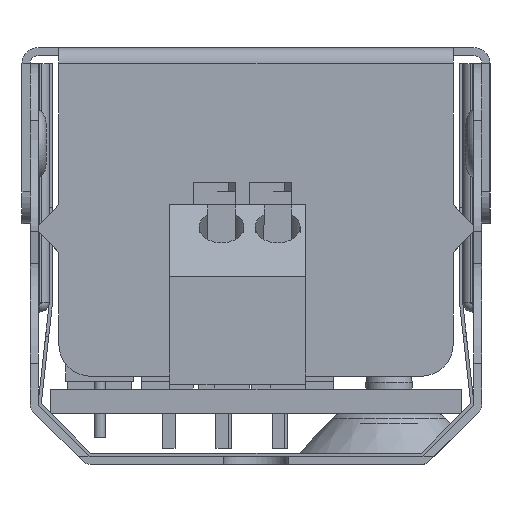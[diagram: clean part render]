
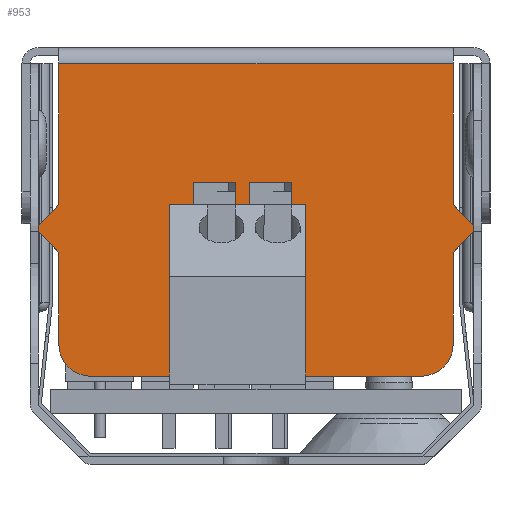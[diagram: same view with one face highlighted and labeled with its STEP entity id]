
A CAD part, left-side view. The second image highlights one B-rep face of the part: STEP entity #953.
In plain terms, the highlighted planar face has unit normal (-1, 0, 0).
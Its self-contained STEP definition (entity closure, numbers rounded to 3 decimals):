
#953=ADVANCED_FACE('',(#5006),#5008,.T.);
#5006=FACE_BOUND('',#5007,.T.);
#5007=EDGE_LOOP('',(#8672,#8673,#8674,#8675,#8676,#8677,#8678,#8679,#8680,#8681,
#8682,#8683,#8684,#8685));
#5008=PLANE('',#5009);
#5009=AXIS2_PLACEMENT_3D('',#5010,#5011,#5012);
#5010=CARTESIAN_POINT('',(-72.5,-12.3,5.5));
#5011=DIRECTION('',(-1.,0.,0.));
#5012=DIRECTION('',(0.,0.,1.));
#8672=ORIENTED_EDGE('',*,*,#10972,.F.);
#8673=ORIENTED_EDGE('',*,*,#10973,.F.);
#8674=ORIENTED_EDGE('',*,*,#10974,.F.);
#8675=ORIENTED_EDGE('',*,*,#10975,.T.);
#8676=ORIENTED_EDGE('',*,*,#10976,.T.);
#8677=ORIENTED_EDGE('',*,*,#10844,.T.);
#8678=ORIENTED_EDGE('',*,*,#10977,.T.);
#8679=ORIENTED_EDGE('',*,*,#10978,.T.);
#8680=ORIENTED_EDGE('',*,*,#10979,.T.);
#8681=ORIENTED_EDGE('',*,*,#10980,.F.);
#8682=ORIENTED_EDGE('',*,*,#10981,.T.);
#8683=ORIENTED_EDGE('',*,*,#10761,.T.);
#8684=ORIENTED_EDGE('',*,*,#10971,.T.);
#8685=ORIENTED_EDGE('',*,*,#10982,.F.);
#10761=EDGE_CURVE('',#12116,#12114,#12117,.T.);
#10844=EDGE_CURVE('',#12262,#12260,#12263,.T.);
#10971=EDGE_CURVE('',#12114,#12476,#12478,.T.);
#10972=EDGE_CURVE('',#12479,#12480,#12481,.F.);
#10973=EDGE_CURVE('',#12482,#12479,#12483,.T.);
#10974=EDGE_CURVE('',#12484,#12482,#12485,.F.);
#10975=EDGE_CURVE('',#12484,#12486,#12487,.T.);
#10976=EDGE_CURVE('',#12486,#12262,#12488,.T.);
#10977=EDGE_CURVE('',#12260,#12489,#12490,.T.);
#10978=EDGE_CURVE('',#12489,#12491,#12492,.T.);
#10979=EDGE_CURVE('',#12491,#12493,#12494,.T.);
#10980=EDGE_CURVE('',#12495,#12493,#12496,.T.);
#10981=EDGE_CURVE('',#12495,#12116,#12497,.T.);
#10982=EDGE_CURVE('',#12480,#12476,#12498,.T.);
#12114=VERTEX_POINT('',#14681);
#12116=VERTEX_POINT('',#14685);
#12117=LINE('',#14686,#14687);
#12260=VERTEX_POINT('',#15067);
#12262=VERTEX_POINT('',#15071);
#12263=LINE('',#15072,#15073);
#12476=VERTEX_POINT('',#15575);
#12478=LINE('',#15579,#15580);
#12479=VERTEX_POINT('',#15582);
#12480=VERTEX_POINT('',#15583);
#12481=CIRCLE('',#15584,2.);
#12482=VERTEX_POINT('',#15588);
#12483=LINE('',#15589,#15590);
#12484=VERTEX_POINT('',#15592);
#12485=CIRCLE('',#15593,2.);
#12486=VERTEX_POINT('',#15597);
#12487=LINE('',#15598,#15599);
#12488=LINE('',#15601,#15602);
#12489=VERTEX_POINT('',#15604);
#12490=LINE('',#15605,#15606);
#12491=VERTEX_POINT('',#15608);
#12492=LINE('',#15609,#15610);
#12493=VERTEX_POINT('',#15612);
#12494=LINE('',#15613,#15614);
#12495=VERTEX_POINT('',#15616);
#12496=LINE('',#15617,#15618);
#12497=LINE('',#15620,#15621);
#12498=LINE('',#15623,#15624);
#14681=CARTESIAN_POINT('',(-72.5,13.6,14.6));
#14685=CARTESIAN_POINT('',(-72.5,13.6,14.814));
#14686=CARTESIAN_POINT('',(-72.5,13.6,14.814));
#14687=VECTOR('',#14688,1.);
#14688=DIRECTION('',(0.,0.,-1.));
#15067=CARTESIAN_POINT('',(-72.5,-13.6,14.814));
#15071=CARTESIAN_POINT('',(-72.5,-13.6,14.6));
#15072=CARTESIAN_POINT('',(-72.5,-13.6,14.6));
#15073=VECTOR('',#15074,1.);
#15074=DIRECTION('',(0.,0.,1.));
#15575=CARTESIAN_POINT('',(-72.5,12.3,13.207));
#15579=CARTESIAN_POINT('',(-72.5,13.6,14.6));
#15580=VECTOR('',#15581,1.);
#15581=DIRECTION('',(0.,-0.682,-0.731));
#15582=CARTESIAN_POINT('',(-72.5,10.3,5.5));
#15583=CARTESIAN_POINT('',(-72.5,12.3,7.5));
#15584=AXIS2_PLACEMENT_3D('',#15585,#15586,#15587);
#15585=CARTESIAN_POINT('',(-72.5,10.3,7.5));
#15586=DIRECTION('',(-1.,0.,0.));
#15587=DIRECTION('',(0.,1.,0.));
#15588=CARTESIAN_POINT('',(-72.5,-10.3,5.5));
#15589=CARTESIAN_POINT('',(-72.5,-10.3,5.5));
#15590=VECTOR('',#15591,1.);
#15591=DIRECTION('',(0.,1.,0.));
#15592=CARTESIAN_POINT('',(-72.5,-12.3,7.5));
#15593=AXIS2_PLACEMENT_3D('',#15594,#15595,#15596);
#15594=CARTESIAN_POINT('',(-72.5,-10.3,7.5));
#15595=DIRECTION('',(-1.,0.,0.));
#15596=DIRECTION('',(0.,0.,-1.));
#15597=CARTESIAN_POINT('',(-72.5,-12.3,13.207));
#15598=CARTESIAN_POINT('',(-72.5,-12.3,7.5));
#15599=VECTOR('',#15600,1.);
#15600=DIRECTION('',(0.,0.,1.));
#15601=CARTESIAN_POINT('',(-72.5,-12.3,13.207));
#15602=VECTOR('',#15603,1.);
#15603=DIRECTION('',(0.,-0.682,0.731));
#15604=CARTESIAN_POINT('',(-72.5,-12.3,16.207));
#15605=CARTESIAN_POINT('',(-72.5,-13.6,14.814));
#15606=VECTOR('',#15607,1.);
#15607=DIRECTION('',(0.,0.682,0.731));
#15608=CARTESIAN_POINT('',(-72.5,-12.3,25.));
#15609=CARTESIAN_POINT('',(-72.5,-12.3,16.207));
#15610=VECTOR('',#15611,1.);
#15611=DIRECTION('',(0.,0.,1.));
#15612=CARTESIAN_POINT('',(-72.5,12.3,25.));
#15613=CARTESIAN_POINT('',(-72.5,-12.3,25.));
#15614=VECTOR('',#15615,1.);
#15615=DIRECTION('',(0.,1.,0.));
#15616=CARTESIAN_POINT('',(-72.5,12.3,16.207));
#15617=CARTESIAN_POINT('',(-72.5,12.3,16.207));
#15618=VECTOR('',#15619,1.);
#15619=DIRECTION('',(0.,0.,1.));
#15620=CARTESIAN_POINT('',(-72.5,12.3,16.207));
#15621=VECTOR('',#15622,1.);
#15622=DIRECTION('',(0.,0.682,-0.731));
#15623=CARTESIAN_POINT('',(-72.5,12.3,7.5));
#15624=VECTOR('',#15625,1.);
#15625=DIRECTION('',(0.,0.,1.));
